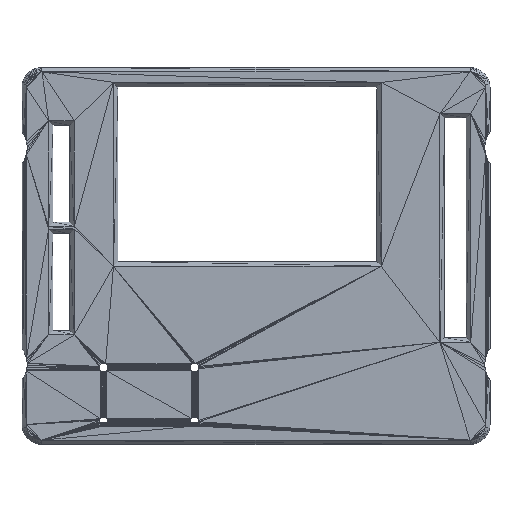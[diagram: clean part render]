
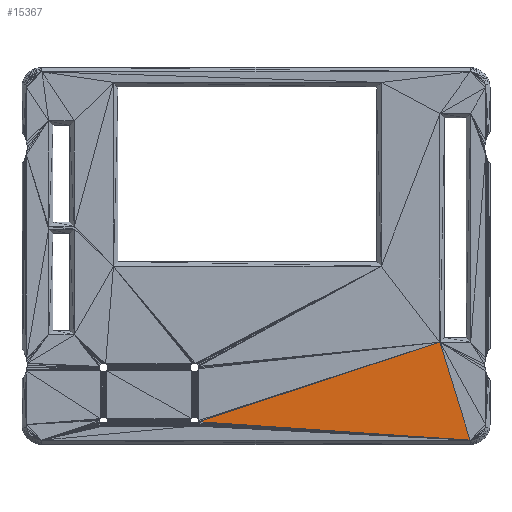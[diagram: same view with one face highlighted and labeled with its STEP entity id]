
A CAD part, top view. The second image highlights one B-rep face of the part: STEP entity #15367.
In plain terms, the highlighted planar face has unit normal (0, 0, 1).
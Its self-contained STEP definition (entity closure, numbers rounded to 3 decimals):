
#839=FACE_OUTER_BOUND('',#2161,.T.);
#2161=EDGE_LOOP('',(#11727,#11728,#11729));
#3882=LINE('',#24259,#5865);
#4026=LINE('',#24548,#6009);
#4029=LINE('',#24553,#6012);
#5865=VECTOR('',#19892,10.);
#6009=VECTOR('',#20218,10.);
#6012=VECTOR('',#20223,10.);
#6938=VERTEX_POINT('',#23331);
#7054=VERTEX_POINT('',#23955);
#7150=VERTEX_POINT('',#24547);
#8495=EDGE_CURVE('',#6938,#7054,#3882,.T.);
#8639=EDGE_CURVE('',#7150,#6938,#4026,.T.);
#8642=EDGE_CURVE('',#7150,#7054,#4029,.T.);
#11727=ORIENTED_EDGE('',*,*,#8642,.T.);
#11728=ORIENTED_EDGE('',*,*,#8495,.F.);
#11729=ORIENTED_EDGE('',*,*,#8639,.F.);
#14045=PLANE('',#16703);
#15367=ADVANCED_FACE('',(#839),#14045,.T.);
#16703=AXIS2_PLACEMENT_3D('',#24552,#20221,#20222);
#19892=DIRECTION('',(0.294,-0.956,0.));
#20218=DIRECTION('',(0.95,0.313,0.));
#20221=DIRECTION('center_axis',(0.,0.,1.));
#20222=DIRECTION('ref_axis',(1.,0.,0.));
#20223=DIRECTION('',(0.998,-0.068,0.));
#23331=CARTESIAN_POINT('',(95.384,21.957,2.));
#23955=CARTESIAN_POINT('',(102.324,-0.643,2.));
#24259=CARTESIAN_POINT('',(95.384,21.957,2.));
#24547=CARTESIAN_POINT('',(39.718,3.612,2.));
#24548=CARTESIAN_POINT('',(39.718,3.612,2.));
#24552=CARTESIAN_POINT('Origin',(95.384,21.957,2.));
#24553=CARTESIAN_POINT('',(39.718,3.612,2.));
